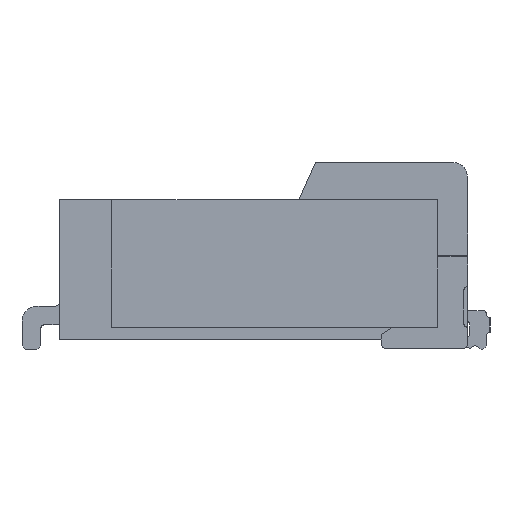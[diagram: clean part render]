
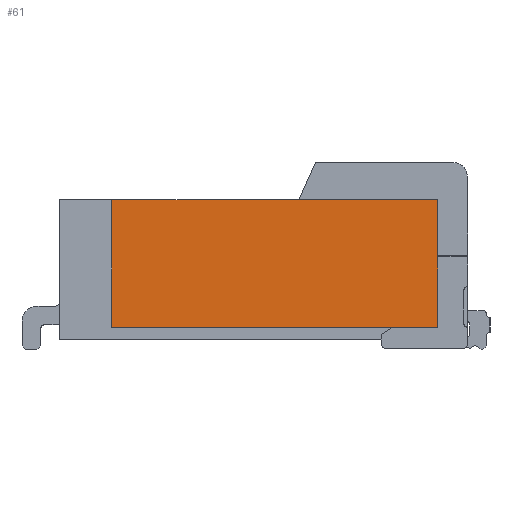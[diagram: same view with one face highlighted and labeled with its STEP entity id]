
A CAD part, left-side view. The second image highlights one B-rep face of the part: STEP entity #61.
In plain terms, the highlighted planar face has unit normal (-1, 0, 0).
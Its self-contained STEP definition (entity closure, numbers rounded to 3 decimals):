
#61=ADVANCED_FACE('',(#1000),#1001,.F.);
#1000=FACE_OUTER_BOUND('',#2943,.T.);
#1001=PLANE('',#2944);
#2943=EDGE_LOOP('',(#4954,#4955,#4956,#4957));
#2944=AXIS2_PLACEMENT_3D('',#4958,#4959,#4960);
#4954=ORIENTED_EDGE('',*,*,#13240,.F.);
#4955=ORIENTED_EDGE('',*,*,#13286,.T.);
#4956=ORIENTED_EDGE('',*,*,#13287,.F.);
#4957=ORIENTED_EDGE('',*,*,#13288,.F.);
#4958=CARTESIAN_POINT('',(0.,-1.35,0.28));
#4959=DIRECTION('',(1.0,0.,0.));
#4960=DIRECTION('',(0.,1.0,0.0));
#13240=EDGE_CURVE('',#16038,#16040,#16041,.T.);
#13286=EDGE_CURVE('',#16038,#16126,#16127,.T.);
#13287=EDGE_CURVE('',#16128,#16126,#16129,.T.);
#13288=EDGE_CURVE('',#16040,#16128,#16130,.T.);
#16038=VERTEX_POINT('',#20698);
#16040=VERTEX_POINT('',#20701);
#16041=LINE('',#20702,#20703);
#16126=VERTEX_POINT('',#20823);
#16127=LINE('',#20824,#20825);
#16128=VERTEX_POINT('',#20826);
#16129=LINE('',#20827,#20828);
#16130=LINE('',#20829,#20830);
#20698=CARTESIAN_POINT('',(0.,-5.55,1.98));
#20701=CARTESIAN_POINT('',(0.,-5.55,0.28));
#20702=CARTESIAN_POINT('',(0.,-5.55,-269.996));
#20703=VECTOR('',#27670,1.0);
#20823=CARTESIAN_POINT('',(0.,-1.2,1.98));
#20824=CARTESIAN_POINT('',(0.,-1.35,1.98));
#20825=VECTOR('',#27736,1.0);
#20826=CARTESIAN_POINT('',(0.,-1.2,0.28));
#20827=CARTESIAN_POINT('',(0.,-1.2,-857.572));
#20828=VECTOR('',#27737,1.0);
#20829=CARTESIAN_POINT('',(0.,-1.35,0.28));
#20830=VECTOR('',#27738,1.0);
#27670=DIRECTION('',(0.,0.,-1.0));
#27736=DIRECTION('',(0.,1.0,0.));
#27737=DIRECTION('',(0.,0.,1.0));
#27738=DIRECTION('',(0.,1.0,0.));
